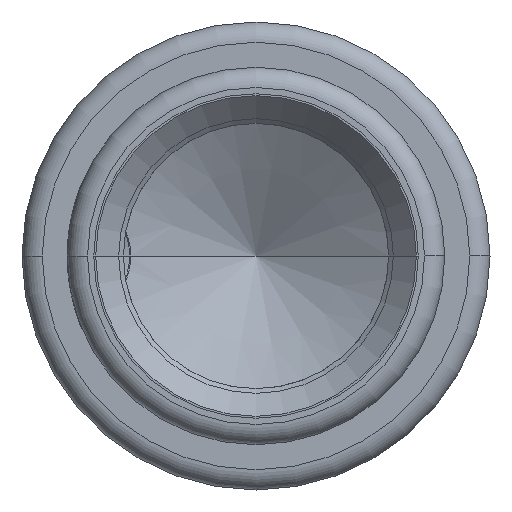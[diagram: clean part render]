
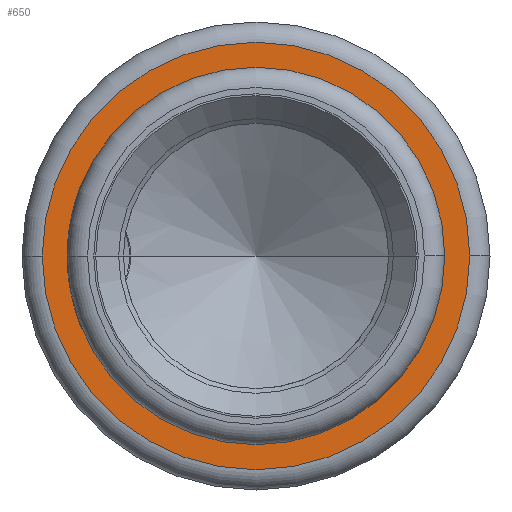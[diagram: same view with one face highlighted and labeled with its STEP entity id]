
A CAD part, front view. The second image highlights one B-rep face of the part: STEP entity #650.
In plain terms, the highlighted planar face has unit normal (0, -1, 0).
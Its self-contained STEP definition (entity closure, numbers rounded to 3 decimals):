
#60=CARTESIAN_POINT('',(0.,5.185,0.));
#61=DIRECTION('',(0.,1.,0.));
#62=DIRECTION('',(1.,0.,0.));
#63=AXIS2_PLACEMENT_3D('',#60,#61,#62);
#75=CARTESIAN_POINT('',(0.,5.185,0.));
#76=DIRECTION('',(0.,1.,0.));
#77=DIRECTION('',(-1.,0.,0.));
#78=AXIS2_PLACEMENT_3D('',#75,#76,#77);
#85=CARTESIAN_POINT('',(0.,5.185,0.));
#86=DIRECTION('',(0.,-1.,0.));
#87=DIRECTION('',(1.,0.,0.));
#88=AXIS2_PLACEMENT_3D('',#85,#86,#87);
#90=CARTESIAN_POINT('',(0.,5.185,0.));
#91=DIRECTION('',(0.,1.,0.));
#92=DIRECTION('',(1.,0.,0.));
#93=AXIS2_PLACEMENT_3D('',#90,#91,#92);
#443=CARTESIAN_POINT('',(0.49,5.185,0.));
#444=VERTEX_POINT('',#443);
#455=CARTESIAN_POINT('',(-0.49,5.185,0.));
#456=VERTEX_POINT('',#455);
#475=CARTESIAN_POINT('',(-0.685,5.185,0.));
#476=CARTESIAN_POINT('',(0.685,5.185,0.));
#477=VERTEX_POINT('',#475);
#478=VERTEX_POINT('',#476);
#635=CARTESIAN_POINT('',(0.,5.185,0.));
#636=DIRECTION('',(0.,-1.,0.));
#637=DIRECTION('',(-1.,0.,0.));
#638=AXIS2_PLACEMENT_3D('',#635,#636,#637);
#639=PLANE('',#638);
#640=ORIENTED_EDGE('',*,*,#617,.T.);
#641=ORIENTED_EDGE('',*,*,#602,.T.);
#642=EDGE_LOOP('',(#640,#641));
#643=FACE_OUTER_BOUND('',#642,.F.);
#645=ORIENTED_EDGE('',*,*,#644,.T.);
#647=ORIENTED_EDGE('',*,*,#646,.F.);
#648=EDGE_LOOP('',(#645,#647));
#649=FACE_BOUND('',#648,.F.);
#650=ADVANCED_FACE('',(#643,#649),#639,.T.);
#64=CIRCLE('',#63,0.685);
#79=CIRCLE('',#78,0.685);
#89=CIRCLE('',#88,0.49);
#94=CIRCLE('',#93,0.49);
#602=EDGE_CURVE('',#478,#477,#64,.T.);
#617=EDGE_CURVE('',#477,#478,#79,.T.);
#644=EDGE_CURVE('',#444,#456,#89,.T.);
#646=EDGE_CURVE('',#444,#456,#94,.T.);
